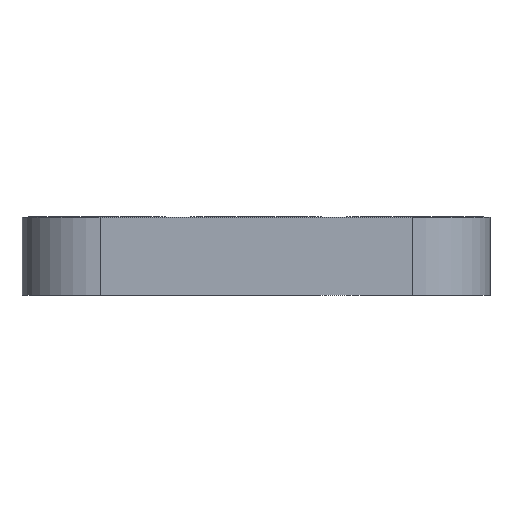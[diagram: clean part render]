
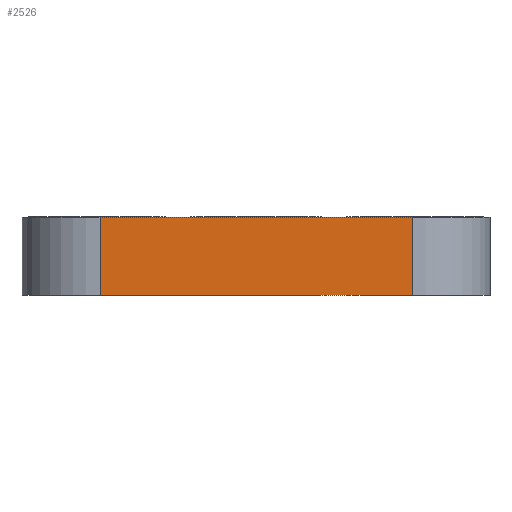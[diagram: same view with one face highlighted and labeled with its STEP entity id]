
A CAD part, left-side view. The second image highlights one B-rep face of the part: STEP entity #2526.
In plain terms, the highlighted planar face has unit normal (-1, 0, 0).
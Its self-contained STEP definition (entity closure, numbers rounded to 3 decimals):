
#39 = VECTOR ( 'NONE', #4079, 1000. ) ;
#96 = CARTESIAN_POINT ( 'NONE',  ( -6., 15., 3. ) ) ;
#99 = ORIENTED_EDGE ( 'NONE', *, *, #3158, .F. ) ;
#100 = DIRECTION ( 'NONE',  ( 1., 0., 0. ) ) ;
#293 = DIRECTION ( 'NONE',  ( 0., -1., 0. ) ) ;
#303 = VECTOR ( 'NONE', #293, 1000. ) ;
#396 = LINE ( 'NONE', #4588, #39 ) ;
#693 = ORIENTED_EDGE ( 'NONE', *, *, #1865, .T. ) ;
#821 = DIRECTION ( 'NONE',  ( 0., 0., -1. ) ) ;
#835 = EDGE_CURVE ( 'NONE', #4487, #3776, #3644, .T. ) ;
#1448 = VECTOR ( 'NONE', #5189, 1000. ) ;
#1655 = VECTOR ( 'NONE', #3331, 1000. ) ;
#1824 = VERTEX_POINT ( 'NONE', #4557 ) ;
#1865 = EDGE_CURVE ( 'NONE', #5195, #1824, #4237, .T. ) ;
#1987 = CARTESIAN_POINT ( 'NONE',  ( -6., 3., 3. ) ) ;
#2032 = CARTESIAN_POINT ( 'NONE',  ( -6., 0., 3. ) ) ;
#2457 = PLANE ( 'NONE',  #3452 ) ;
#2509 = FACE_OUTER_BOUND ( 'NONE', #2685, .T. ) ;
#2514 = EDGE_CURVE ( 'NONE', #1824, #4487, #396, .T. ) ;
#2526 = ADVANCED_FACE ( 'NONE', ( #2509 ), #2457, .F. ) ;
#2685 = EDGE_LOOP ( 'NONE', ( #4425, #3108, #99, #693 ) ) ;
#2835 = LINE ( 'NONE', #4454, #303 ) ;
#3108 = ORIENTED_EDGE ( 'NONE', *, *, #835, .T. ) ;
#3158 = EDGE_CURVE ( 'NONE', #5195, #3776, #2835, .T. ) ;
#3309 = CARTESIAN_POINT ( 'NONE',  ( -6., 3., 3. ) ) ;
#3331 = DIRECTION ( 'NONE',  ( 0., 0., -1. ) ) ;
#3452 = AXIS2_PLACEMENT_3D ( 'NONE', #2032, #100, #821 ) ;
#3459 = CARTESIAN_POINT ( 'NONE',  ( -6., 15., 3. ) ) ;
#3644 = LINE ( 'NONE', #1987, #1448 ) ;
#3776 = VERTEX_POINT ( 'NONE', #3309 ) ;
#4079 = DIRECTION ( 'NONE',  ( 0., -1., 0. ) ) ;
#4081 = CARTESIAN_POINT ( 'NONE',  ( -6., 3., 0. ) ) ;
#4237 = LINE ( 'NONE', #96, #1655 ) ;
#4425 = ORIENTED_EDGE ( 'NONE', *, *, #2514, .T. ) ;
#4454 = CARTESIAN_POINT ( 'NONE',  ( -6., 0., 3. ) ) ;
#4487 = VERTEX_POINT ( 'NONE', #4081 ) ;
#4557 = CARTESIAN_POINT ( 'NONE',  ( -6., 15., 0. ) ) ;
#4588 = CARTESIAN_POINT ( 'NONE',  ( -6., 0., 0. ) ) ;
#5189 = DIRECTION ( 'NONE',  ( 0., 0., 1. ) ) ;
#5195 = VERTEX_POINT ( 'NONE', #3459 ) ;
